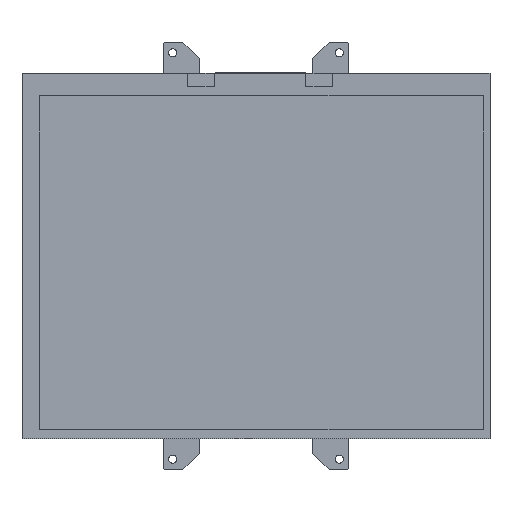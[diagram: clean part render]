
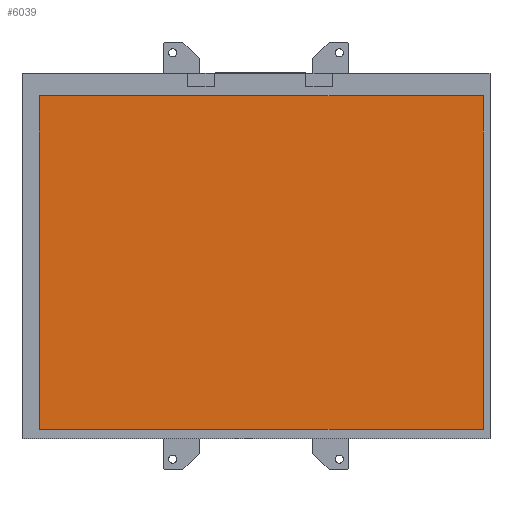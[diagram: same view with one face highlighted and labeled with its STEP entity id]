
A CAD part, top view. The second image highlights one B-rep face of the part: STEP entity #6039.
In plain terms, the highlighted planar face has unit normal (0, 0, 1).
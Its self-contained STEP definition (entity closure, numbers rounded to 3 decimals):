
#133=FACE_OUTER_BOUND('',#439,.T.);
#439=EDGE_LOOP('',(#4019,#4020,#4021,#4022));
#798=LINE('',#8396,#1634);
#801=LINE('',#8402,#1637);
#804=LINE('',#8408,#1640);
#807=LINE('',#8412,#1643);
#1634=VECTOR('',#6812,10.);
#1637=VECTOR('',#6817,10.);
#1640=VECTOR('',#6822,10.);
#1643=VECTOR('',#6827,10.);
#2449=VERTEX_POINT('',#8393);
#2450=VERTEX_POINT('',#8395);
#2452=VERTEX_POINT('',#8401);
#2454=VERTEX_POINT('',#8407);
#3062=EDGE_CURVE('',#2449,#2450,#798,.T.);
#3065=EDGE_CURVE('',#2450,#2452,#801,.T.);
#3068=EDGE_CURVE('',#2452,#2454,#804,.T.);
#3071=EDGE_CURVE('',#2454,#2449,#807,.T.);
#4019=ORIENTED_EDGE('',*,*,#3071,.F.);
#4020=ORIENTED_EDGE('',*,*,#3068,.F.);
#4021=ORIENTED_EDGE('',*,*,#3065,.F.);
#4022=ORIENTED_EDGE('',*,*,#3062,.F.);
#5689=PLANE('',#6361);
#6039=ADVANCED_FACE('',(#133),#5689,.F.);
#6361=AXIS2_PLACEMENT_3D('',#8413,#6828,#6829);
#6812=DIRECTION('',(-1.,0.,0.));
#6817=DIRECTION('',(0.,1.,0.));
#6822=DIRECTION('',(1.,0.,0.));
#6827=DIRECTION('',(0.,-1.,0.));
#6828=DIRECTION('center_axis',(0.,0.,-1.));
#6829=DIRECTION('ref_axis',(-1.,0.,0.));
#8393=CARTESIAN_POINT('',(84.5,-64.5,2.58));
#8395=CARTESIAN_POINT('',(-80.5,-64.5,2.58));
#8396=CARTESIAN_POINT('',(-80.5,-64.5,2.58));
#8401=CARTESIAN_POINT('',(-80.5,59.5,2.58));
#8402=CARTESIAN_POINT('',(-80.5,59.5,2.58));
#8407=CARTESIAN_POINT('',(84.5,59.5,2.58));
#8408=CARTESIAN_POINT('',(84.5,59.5,2.58));
#8412=CARTESIAN_POINT('',(84.5,-64.5,2.58));
#8413=CARTESIAN_POINT('Origin',(2.,-2.5,2.58));
